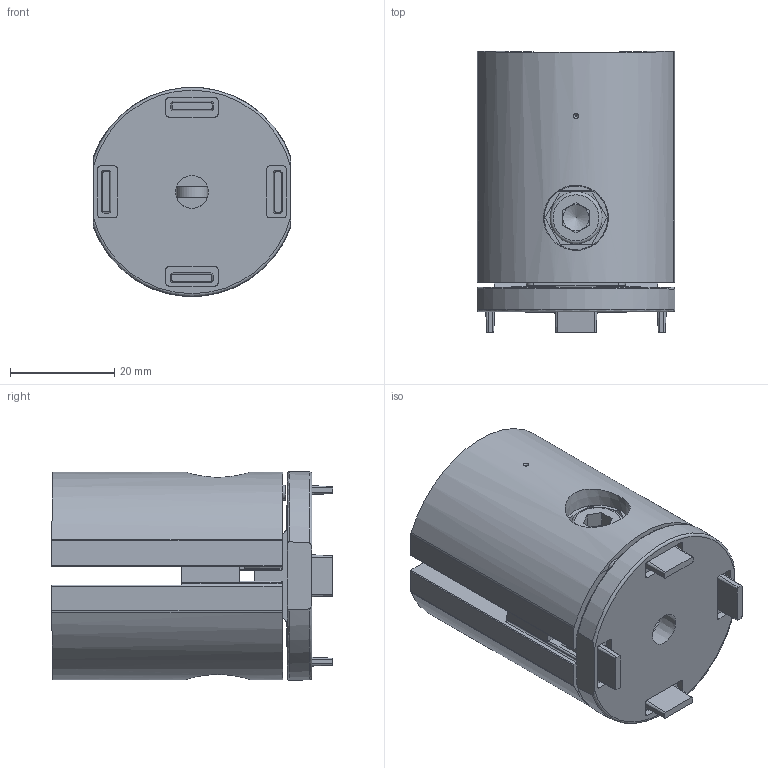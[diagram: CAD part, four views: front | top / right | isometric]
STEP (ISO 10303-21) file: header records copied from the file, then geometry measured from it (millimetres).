
FILE_DESCRIPTION(('FreeCAD Model'),'2;1');
FILE_NAME('Open CASCADE Shape Model','2024-03-20T10:13:27',(''),(''), 'Open CASCADE STEP processor 7.6','FreeCAD','Unknown');
FILE_SCHEMA(('AUTOMOTIVE_DESIGN { 1 0 10303 214 1 1 1 1 }'));
Length unit declared in the file: millimetre
Products named in the file (6): STI8-CBD30; 099RV3090LS02-1; 099RV3090LS02-2; 099RV3090LS02-3; 099RV3090LS02-4; 099RV3090LS02-5
Assembly tree (5 placements, depth 2):
  STI8-CBD30
    099RV3090LS02-1
    099RV3090LS02-2
    099RV3090LS02-3
    099RV3090LS02-4
    099RV3090LS02-5
Bounding box: 37.96 x 53.98 x 40.05 mm (x, y, z)
Volume: 39529 mm3; surface area: 19404.6 mm2
Topology: 5 solids, 5 shells, 457 faces, 1233 edges, 815 vertices
Faces by surface type: plane 263, cylinder 140, cone 44, torus 8, sphere 2
Full cylindrical faces by diameter (mm): 5 x1, 6 x3, 10 x1
Entity records: 33364 total; most frequent: CARTESIAN_POINT 8537, DIRECTION 4680, LINE 2606, VECTOR 2606, ORIENTED_EDGE 2460, PCURVE 2460, DEFINITIONAL_REPRESENTATION 2460, EDGE_CURVE 1230
